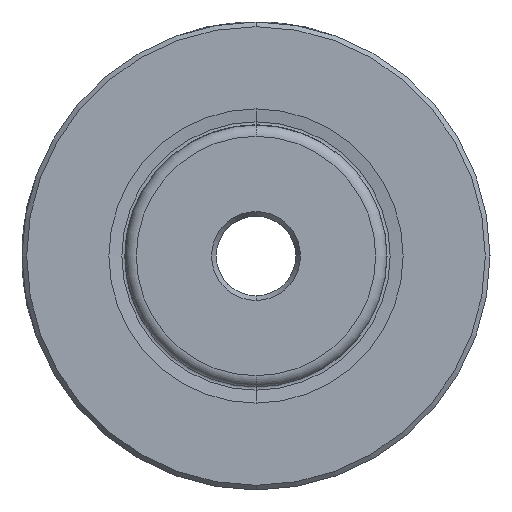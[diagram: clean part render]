
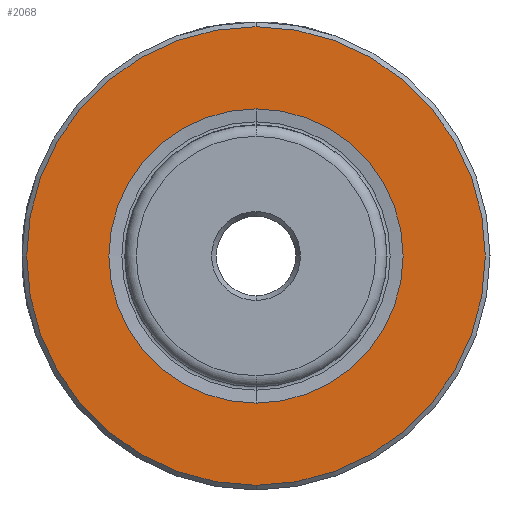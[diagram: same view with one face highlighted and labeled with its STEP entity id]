
A CAD part, left-side view. The second image highlights one B-rep face of the part: STEP entity #2068.
In plain terms, the highlighted planar face has unit normal (-1, 0, 0).
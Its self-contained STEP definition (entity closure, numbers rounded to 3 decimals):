
#66 = CARTESIAN_POINT ( 'NONE',  ( 0., 0., 24.5 ) ) ;
#122 = CARTESIAN_POINT ( 'NONE',  ( 0., 0., 15.715 ) ) ;
#342 = CIRCLE ( 'NONE', #1856, 15.715 ) ;
#383 = DIRECTION ( 'NONE',  ( 0., 0., 1. ) ) ;
#386 = CIRCLE ( 'NONE', #1830, 24.5 ) ;
#392 = DIRECTION ( 'NONE',  ( -1., 0., 0. ) ) ;
#406 = CARTESIAN_POINT ( 'NONE',  ( 0., 0., 0. ) ) ;
#588 = DIRECTION ( 'NONE',  ( 0., 0., 1. ) ) ;
#619 = DIRECTION ( 'NONE',  ( -1., 0., 0. ) ) ;
#623 = CARTESIAN_POINT ( 'NONE',  ( 0., 0., 0. ) ) ;
#938 = CARTESIAN_POINT ( 'NONE',  ( 0., 0., -15.715 ) ) ;
#1185 = DIRECTION ( 'NONE',  ( 0., 0., -1. ) ) ;
#1359 = AXIS2_PLACEMENT_3D ( 'NONE', #623, #619, #588 ) ;
#1407 = CARTESIAN_POINT ( 'NONE',  ( 0., 0., -24.5 ) ) ;
#1509 = VERTEX_POINT ( 'NONE', #1407 ) ;
#1656 = PLANE ( 'NONE',  #3032 ) ;
#1673 = ORIENTED_EDGE ( 'NONE', *, *, #3306, .T. ) ;
#1824 = DIRECTION ( 'NONE',  ( 0., 0., 1. ) ) ;
#1830 = AXIS2_PLACEMENT_3D ( 'NONE', #2894, #2905, #2916 ) ;
#1833 = DIRECTION ( 'NONE',  ( -1., 0., 0. ) ) ;
#1837 = CARTESIAN_POINT ( 'NONE',  ( 0., 0., 0. ) ) ;
#1856 = AXIS2_PLACEMENT_3D ( 'NONE', #1837, #1833, #1824 ) ;
#1883 = CIRCLE ( 'NONE', #2536, 24.5 ) ;
#2024 = CARTESIAN_POINT ( 'NONE',  ( 0., 15.715, 0. ) ) ;
#2068 = ADVANCED_FACE ( 'NONE', ( #3362, #3282 ), #1656, .F. ) ;
#2319 = DIRECTION ( 'NONE',  ( 1., 0., 0. ) ) ;
#2420 = EDGE_CURVE ( 'NONE', #2530, #3129, #342, .T. ) ;
#2439 = EDGE_CURVE ( 'NONE', #1509, #2508, #386, .T. ) ;
#2483 = EDGE_LOOP ( 'NONE', ( #3174, #1673 ) ) ;
#2508 = VERTEX_POINT ( 'NONE', #66 ) ;
#2530 = VERTEX_POINT ( 'NONE', #122 ) ;
#2536 = AXIS2_PLACEMENT_3D ( 'NONE', #406, #392, #383 ) ;
#2617 = EDGE_CURVE ( 'NONE', #3129, #2530, #3016, .T. ) ;
#2862 = EDGE_LOOP ( 'NONE', ( #3295, #3215 ) ) ;
#2894 = CARTESIAN_POINT ( 'NONE',  ( 0., 0., 0. ) ) ;
#2905 = DIRECTION ( 'NONE',  ( -1., 0., 0. ) ) ;
#2916 = DIRECTION ( 'NONE',  ( 0., 0., 1. ) ) ;
#3016 = CIRCLE ( 'NONE', #1359, 15.715 ) ;
#3032 = AXIS2_PLACEMENT_3D ( 'NONE', #2024, #2319, #1185 ) ;
#3129 = VERTEX_POINT ( 'NONE', #938 ) ;
#3174 = ORIENTED_EDGE ( 'NONE', *, *, #2439, .T. ) ;
#3215 = ORIENTED_EDGE ( 'NONE', *, *, #2617, .F. ) ;
#3282 = FACE_OUTER_BOUND ( 'NONE', #2483, .T. ) ;
#3295 = ORIENTED_EDGE ( 'NONE', *, *, #2420, .F. ) ;
#3306 = EDGE_CURVE ( 'NONE', #2508, #1509, #1883, .T. ) ;
#3362 = FACE_BOUND ( 'NONE', #2862, .T. ) ;
